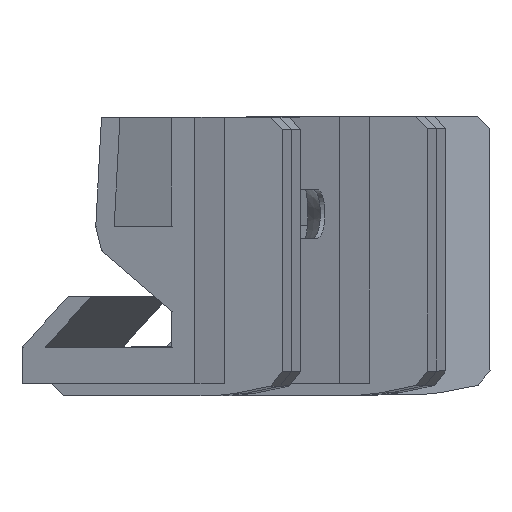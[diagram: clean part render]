
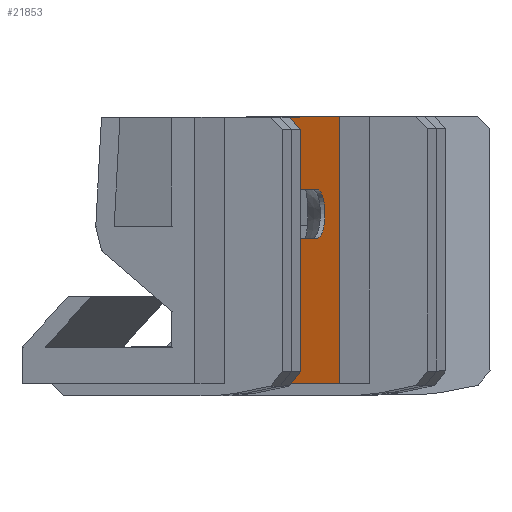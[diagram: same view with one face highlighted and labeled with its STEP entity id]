
A CAD part, left-side view. The second image highlights one B-rep face of the part: STEP entity #21853.
In plain terms, the highlighted face is planar.
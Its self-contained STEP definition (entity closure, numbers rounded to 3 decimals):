
#21577 = VERTEX_POINT('',#21578);
#21578 = CARTESIAN_POINT('',(3.,0.,16.));
#21585 = CYLINDRICAL_SURFACE('',#21586,2.);
#21586 = AXIS2_PLACEMENT_3D('',#21587,#21588,#21589);
#21587 = CARTESIAN_POINT('',(3.,24.,14.));
#21588 = DIRECTION('',(-0.,1.,0.));
#21589 = DIRECTION('',(0.,0.,-1.));
#21597 = PLANE('',#21598);
#21598 = AXIS2_PLACEMENT_3D('',#21599,#21600,#21601);
#21599 = CARTESIAN_POINT('',(3.,24.,16.));
#21600 = DIRECTION('',(0.,0.,-1.));
#21601 = DIRECTION('',(-1.,0.,-0.));
#21639 = VERTEX_POINT('',#21640);
#21640 = CARTESIAN_POINT('',(3.,0.,12.));
#21654 = PLANE('',#21655);
#21655 = AXIS2_PLACEMENT_3D('',#21656,#21657,#21658);
#21656 = CARTESIAN_POINT('',(-3.,24.,12.));
#21657 = DIRECTION('',(0.,0.,1.));
#21658 = DIRECTION('',(1.,0.,0.));
#21666 = EDGE_CURVE('',#21577,#21639,#21667,.T.);
#21667 = SURFACE_CURVE('',#21668,(#21673,#21680),.PCURVE_S1.);
#21668 = CIRCLE('',#21669,2.);
#21669 = AXIS2_PLACEMENT_3D('',#21670,#21671,#21672);
#21670 = CARTESIAN_POINT('',(3.,0.,14.));
#21671 = DIRECTION('',(0.,1.,0.));
#21672 = DIRECTION('',(0.,0.,-1.));
#21673 = PCURVE('',#21585,#21674);
#21674 = DEFINITIONAL_REPRESENTATION('',(#21675),#21679);
#21675 = LINE('',#21676,#21677);
#21676 = CARTESIAN_POINT('',(-6.283,-24.));
#21677 = VECTOR('',#21678,1.);
#21678 = DIRECTION('',(1.,-0.));
#21679 = ( GEOMETRIC_REPRESENTATION_CONTEXT(2) 
PARAMETRIC_REPRESENTATION_CONTEXT() REPRESENTATION_CONTEXT('2D SPACE',''
  ) );
#21680 = PCURVE('',#21681,#21686);
#21681 = PLANE('',#21682);
#21682 = AXIS2_PLACEMENT_3D('',#21683,#21684,#21685);
#21683 = CARTESIAN_POINT('',(0.,0.,0.));
#21684 = DIRECTION('',(0.,1.,-0.));
#21685 = DIRECTION('',(0.,0.,1.));
#21686 = DEFINITIONAL_REPRESENTATION('',(#21687),#21691);
#21687 = CIRCLE('',#21688,2.);
#21688 = AXIS2_PLACEMENT_2D('',#21689,#21690);
#21689 = CARTESIAN_POINT('',(14.,3.));
#21690 = DIRECTION('',(-1.,0.));
#21691 = ( GEOMETRIC_REPRESENTATION_CONTEXT(2) 
PARAMETRIC_REPRESENTATION_CONTEXT() REPRESENTATION_CONTEXT('2D SPACE',''
  ) );
#21699 = VERTEX_POINT('',#21700);
#21700 = CARTESIAN_POINT('',(-3.,0.,16.));
#21714 = CYLINDRICAL_SURFACE('',#21715,2.);
#21715 = AXIS2_PLACEMENT_3D('',#21716,#21717,#21718);
#21716 = CARTESIAN_POINT('',(-3.,24.,14.));
#21717 = DIRECTION('',(-0.,1.,0.));
#21718 = DIRECTION('',(0.,0.,1.));
#21753 = EDGE_CURVE('',#21577,#21699,#21754,.T.);
#21754 = SURFACE_CURVE('',#21755,(#21759,#21765),.PCURVE_S1.);
#21755 = LINE('',#21756,#21757);
#21756 = CARTESIAN_POINT('',(1.5,0.,16.));
#21757 = VECTOR('',#21758,1.);
#21758 = DIRECTION('',(-1.,0.,0.));
#21759 = PCURVE('',#21597,#21760);
#21760 = DEFINITIONAL_REPRESENTATION('',(#21761),#21764);
#21761 = B_SPLINE_CURVE_WITH_KNOTS('',1,(#21762,#21763),.UNSPECIFIED.,
  .F.,.F.,(2,2),(-1.5,4.5),.PIECEWISE_BEZIER_KNOTS.);
#21762 = CARTESIAN_POINT('',(0.,-24.));
#21763 = CARTESIAN_POINT('',(6.,-24.));
#21764 = ( GEOMETRIC_REPRESENTATION_CONTEXT(2) 
PARAMETRIC_REPRESENTATION_CONTEXT() REPRESENTATION_CONTEXT('2D SPACE',''
  ) );
#21765 = PCURVE('',#21681,#21766);
#21766 = DEFINITIONAL_REPRESENTATION('',(#21767),#21770);
#21767 = B_SPLINE_CURVE_WITH_KNOTS('',1,(#21768,#21769),.UNSPECIFIED.,
  .F.,.F.,(2,2),(-1.5,4.5),.PIECEWISE_BEZIER_KNOTS.);
#21768 = CARTESIAN_POINT('',(16.,3.));
#21769 = CARTESIAN_POINT('',(16.,-3.));
#21770 = ( GEOMETRIC_REPRESENTATION_CONTEXT(2) 
PARAMETRIC_REPRESENTATION_CONTEXT() REPRESENTATION_CONTEXT('2D SPACE',''
  ) );
#21853 = ADVANCED_FACE('',(#21854,#21968),#21681,.F.);
#21854 = FACE_BOUND('',#21855,.F.);
#21855 = EDGE_LOOP('',(#21856,#21886,#21914,#21942));
#21856 = ORIENTED_EDGE('',*,*,#21857,.F.);
#21857 = EDGE_CURVE('',#21858,#21860,#21862,.T.);
#21858 = VERTEX_POINT('',#21859);
#21859 = CARTESIAN_POINT('',(-9.,0.,0.));
#21860 = VERTEX_POINT('',#21861);
#21861 = CARTESIAN_POINT('',(9.,0.,0.));
#21862 = SURFACE_CURVE('',#21863,(#21867,#21874),.PCURVE_S1.);
#21863 = LINE('',#21864,#21865);
#21864 = CARTESIAN_POINT('',(-9.,0.,0.));
#21865 = VECTOR('',#21866,1.);
#21866 = DIRECTION('',(1.,0.,0.));
#21867 = PCURVE('',#21681,#21868);
#21868 = DEFINITIONAL_REPRESENTATION('',(#21869),#21873);
#21869 = LINE('',#21870,#21871);
#21870 = CARTESIAN_POINT('',(0.,-9.));
#21871 = VECTOR('',#21872,1.);
#21872 = DIRECTION('',(0.,1.));
#21873 = ( GEOMETRIC_REPRESENTATION_CONTEXT(2) 
PARAMETRIC_REPRESENTATION_CONTEXT() REPRESENTATION_CONTEXT('2D SPACE',''
  ) );
#21874 = PCURVE('',#21875,#21880);
#21875 = PLANE('',#21876);
#21876 = AXIS2_PLACEMENT_3D('',#21877,#21878,#21879);
#21877 = CARTESIAN_POINT('',(0.,15.,0.));
#21878 = DIRECTION('',(0.,0.,1.));
#21879 = DIRECTION('',(0.,-1.,0.));
#21880 = DEFINITIONAL_REPRESENTATION('',(#21881),#21885);
#21881 = LINE('',#21882,#21883);
#21882 = CARTESIAN_POINT('',(15.,-9.));
#21883 = VECTOR('',#21884,1.);
#21884 = DIRECTION('',(0.,1.));
#21885 = ( GEOMETRIC_REPRESENTATION_CONTEXT(2) 
PARAMETRIC_REPRESENTATION_CONTEXT() REPRESENTATION_CONTEXT('2D SPACE',''
  ) );
#21886 = ORIENTED_EDGE('',*,*,#21887,.T.);
#21887 = EDGE_CURVE('',#21858,#21888,#21890,.T.);
#21888 = VERTEX_POINT('',#21889);
#21889 = CARTESIAN_POINT('',(-9.,0.,22.));
#21890 = SURFACE_CURVE('',#21891,(#21895,#21902),.PCURVE_S1.);
#21891 = LINE('',#21892,#21893);
#21892 = CARTESIAN_POINT('',(-9.,0.,0.));
#21893 = VECTOR('',#21894,1.);
#21894 = DIRECTION('',(0.,0.,1.));
#21895 = PCURVE('',#21681,#21896);
#21896 = DEFINITIONAL_REPRESENTATION('',(#21897),#21901);
#21897 = LINE('',#21898,#21899);
#21898 = CARTESIAN_POINT('',(0.,-9.));
#21899 = VECTOR('',#21900,1.);
#21900 = DIRECTION('',(1.,0.));
#21901 = ( GEOMETRIC_REPRESENTATION_CONTEXT(2) 
PARAMETRIC_REPRESENTATION_CONTEXT() REPRESENTATION_CONTEXT('2D SPACE',''
  ) );
#21902 = PCURVE('',#21903,#21908);
#21903 = PLANE('',#21904);
#21904 = AXIS2_PLACEMENT_3D('',#21905,#21906,#21907);
#21905 = CARTESIAN_POINT('',(-9.,4.162,7.662));
#21906 = DIRECTION('',(-1.,0.,0.));
#21907 = DIRECTION('',(0.,0.,1.));
#21908 = DEFINITIONAL_REPRESENTATION('',(#21909),#21913);
#21909 = LINE('',#21910,#21911);
#21910 = CARTESIAN_POINT('',(-7.662,-4.162));
#21911 = VECTOR('',#21912,1.);
#21912 = DIRECTION('',(1.,0.));
#21913 = ( GEOMETRIC_REPRESENTATION_CONTEXT(2) 
PARAMETRIC_REPRESENTATION_CONTEXT() REPRESENTATION_CONTEXT('2D SPACE',''
  ) );
#21914 = ORIENTED_EDGE('',*,*,#21915,.F.);
#21915 = EDGE_CURVE('',#21916,#21888,#21918,.T.);
#21916 = VERTEX_POINT('',#21917);
#21917 = CARTESIAN_POINT('',(9.,0.,22.));
#21918 = SURFACE_CURVE('',#21919,(#21923,#21930),.PCURVE_S1.);
#21919 = LINE('',#21920,#21921);
#21920 = CARTESIAN_POINT('',(9.,0.,22.));
#21921 = VECTOR('',#21922,1.);
#21922 = DIRECTION('',(-1.,0.,0.));
#21923 = PCURVE('',#21681,#21924);
#21924 = DEFINITIONAL_REPRESENTATION('',(#21925),#21929);
#21925 = LINE('',#21926,#21927);
#21926 = CARTESIAN_POINT('',(22.,9.));
#21927 = VECTOR('',#21928,1.);
#21928 = DIRECTION('',(0.,-1.));
#21929 = ( GEOMETRIC_REPRESENTATION_CONTEXT(2) 
PARAMETRIC_REPRESENTATION_CONTEXT() REPRESENTATION_CONTEXT('2D SPACE',''
  ) );
#21930 = PCURVE('',#21931,#21936);
#21931 = PLANE('',#21932);
#21932 = AXIS2_PLACEMENT_3D('',#21933,#21934,#21935);
#21933 = CARTESIAN_POINT('',(0.,0.,22.));
#21934 = DIRECTION('',(0.,0.,-1.));
#21935 = DIRECTION('',(0.,1.,0.));
#21936 = DEFINITIONAL_REPRESENTATION('',(#21937),#21941);
#21937 = LINE('',#21938,#21939);
#21938 = CARTESIAN_POINT('',(0.,9.));
#21939 = VECTOR('',#21940,1.);
#21940 = DIRECTION('',(0.,-1.));
#21941 = ( GEOMETRIC_REPRESENTATION_CONTEXT(2) 
PARAMETRIC_REPRESENTATION_CONTEXT() REPRESENTATION_CONTEXT('2D SPACE',''
  ) );
#21942 = ORIENTED_EDGE('',*,*,#21943,.F.);
#21943 = EDGE_CURVE('',#21860,#21916,#21944,.T.);
#21944 = SURFACE_CURVE('',#21945,(#21949,#21956),.PCURVE_S1.);
#21945 = LINE('',#21946,#21947);
#21946 = CARTESIAN_POINT('',(9.,0.,0.));
#21947 = VECTOR('',#21948,1.);
#21948 = DIRECTION('',(0.,0.,1.));
#21949 = PCURVE('',#21681,#21950);
#21950 = DEFINITIONAL_REPRESENTATION('',(#21951),#21955);
#21951 = LINE('',#21952,#21953);
#21952 = CARTESIAN_POINT('',(0.,9.));
#21953 = VECTOR('',#21954,1.);
#21954 = DIRECTION('',(1.,0.));
#21955 = ( GEOMETRIC_REPRESENTATION_CONTEXT(2) 
PARAMETRIC_REPRESENTATION_CONTEXT() REPRESENTATION_CONTEXT('2D SPACE',''
  ) );
#21956 = PCURVE('',#21957,#21962);
#21957 = PLANE('',#21958);
#21958 = AXIS2_PLACEMENT_3D('',#21959,#21960,#21961);
#21959 = CARTESIAN_POINT('',(9.,4.162,7.662));
#21960 = DIRECTION('',(-1.,0.,0.));
#21961 = DIRECTION('',(0.,0.,1.));
#21962 = DEFINITIONAL_REPRESENTATION('',(#21963),#21967);
#21963 = LINE('',#21964,#21965);
#21964 = CARTESIAN_POINT('',(-7.662,-4.162));
#21965 = VECTOR('',#21966,1.);
#21966 = DIRECTION('',(1.,0.));
#21967 = ( GEOMETRIC_REPRESENTATION_CONTEXT(2) 
PARAMETRIC_REPRESENTATION_CONTEXT() REPRESENTATION_CONTEXT('2D SPACE',''
  ) );
#21968 = FACE_BOUND('',#21969,.F.);
#21969 = EDGE_LOOP('',(#21970,#21971,#21972,#21996));
#21970 = ORIENTED_EDGE('',*,*,#21666,.F.);
#21971 = ORIENTED_EDGE('',*,*,#21753,.T.);
#21972 = ORIENTED_EDGE('',*,*,#21973,.F.);
#21973 = EDGE_CURVE('',#21974,#21699,#21976,.T.);
#21974 = VERTEX_POINT('',#21975);
#21975 = CARTESIAN_POINT('',(-3.,0.,12.));
#21976 = SURFACE_CURVE('',#21977,(#21982,#21989),.PCURVE_S1.);
#21977 = CIRCLE('',#21978,2.);
#21978 = AXIS2_PLACEMENT_3D('',#21979,#21980,#21981);
#21979 = CARTESIAN_POINT('',(-3.,0.,14.));
#21980 = DIRECTION('',(-0.,1.,0.));
#21981 = DIRECTION('',(0.,0.,1.));
#21982 = PCURVE('',#21681,#21983);
#21983 = DEFINITIONAL_REPRESENTATION('',(#21984),#21988);
#21984 = CIRCLE('',#21985,2.);
#21985 = AXIS2_PLACEMENT_2D('',#21986,#21987);
#21986 = CARTESIAN_POINT('',(14.,-3.));
#21987 = DIRECTION('',(1.,0.));
#21988 = ( GEOMETRIC_REPRESENTATION_CONTEXT(2) 
PARAMETRIC_REPRESENTATION_CONTEXT() REPRESENTATION_CONTEXT('2D SPACE',''
  ) );
#21989 = PCURVE('',#21714,#21990);
#21990 = DEFINITIONAL_REPRESENTATION('',(#21991),#21995);
#21991 = LINE('',#21992,#21993);
#21992 = CARTESIAN_POINT('',(-6.283,-24.));
#21993 = VECTOR('',#21994,1.);
#21994 = DIRECTION('',(1.,-0.));
#21995 = ( GEOMETRIC_REPRESENTATION_CONTEXT(2) 
PARAMETRIC_REPRESENTATION_CONTEXT() REPRESENTATION_CONTEXT('2D SPACE',''
  ) );
#21996 = ORIENTED_EDGE('',*,*,#21997,.T.);
#21997 = EDGE_CURVE('',#21974,#21639,#21998,.T.);
#21998 = SURFACE_CURVE('',#21999,(#22003,#22009),.PCURVE_S1.);
#21999 = LINE('',#22000,#22001);
#22000 = CARTESIAN_POINT('',(-1.5,0.,12.));
#22001 = VECTOR('',#22002,1.);
#22002 = DIRECTION('',(1.,-0.,0.));
#22003 = PCURVE('',#21681,#22004);
#22004 = DEFINITIONAL_REPRESENTATION('',(#22005),#22008);
#22005 = B_SPLINE_CURVE_WITH_KNOTS('',1,(#22006,#22007),.UNSPECIFIED.,
  .F.,.F.,(2,2),(-1.5,4.5),.PIECEWISE_BEZIER_KNOTS.);
#22006 = CARTESIAN_POINT('',(12.,-3.));
#22007 = CARTESIAN_POINT('',(12.,3.));
#22008 = ( GEOMETRIC_REPRESENTATION_CONTEXT(2) 
PARAMETRIC_REPRESENTATION_CONTEXT() REPRESENTATION_CONTEXT('2D SPACE',''
  ) );
#22009 = PCURVE('',#21654,#22010);
#22010 = DEFINITIONAL_REPRESENTATION('',(#22011),#22014);
#22011 = B_SPLINE_CURVE_WITH_KNOTS('',1,(#22012,#22013),.UNSPECIFIED.,
  .F.,.F.,(2,2),(-1.5,4.5),.PIECEWISE_BEZIER_KNOTS.);
#22012 = CARTESIAN_POINT('',(0.,-24.));
#22013 = CARTESIAN_POINT('',(6.,-24.));
#22014 = ( GEOMETRIC_REPRESENTATION_CONTEXT(2) 
PARAMETRIC_REPRESENTATION_CONTEXT() REPRESENTATION_CONTEXT('2D SPACE',''
  ) );
